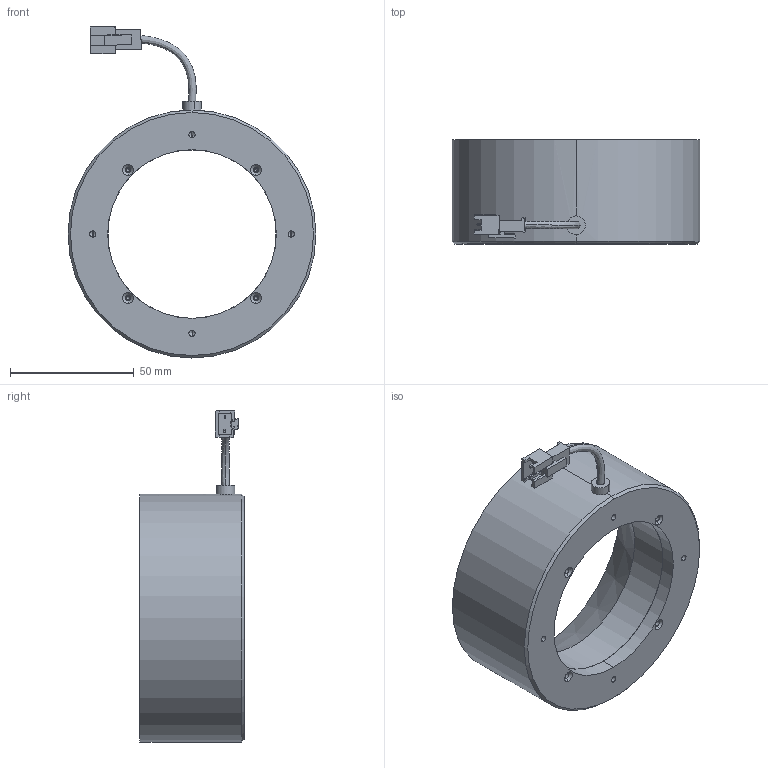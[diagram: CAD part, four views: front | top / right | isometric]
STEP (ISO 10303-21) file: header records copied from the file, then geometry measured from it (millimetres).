
FILE_DESCRIPTION (( 'STEP AP214' ), '1' );
FILE_NAME ('LT2RZF100-60-2-B-24V-ASSEMBLY.STEP', '2018-06-06T04:14:07', ( '' ), ( '' ), 'SwSTEP 2.0', 'SolidWorks 2016', '' );
FILE_SCHEMA (( 'AUTOMOTIVE_DESIGN' ));
Length unit declared in the file: millimetre
Products named in the file (8): CABLE CLAMP; DLR2-60-100-CASING; 24V CONNECTER; CABLE 3MM; LT2RZF100-60-2-B-24V-ASSEMBLY; DLR2-60-100-DIFFUSER___; M5-24V CABLE___; DLR2-60-100-PCB
Assembly tree (7 placements, depth 3):
  LT2RZF100-60-2-B-24V-ASSEMBLY
    DLR2-60-100-CASING
    DLR2-60-100-DIFFUSER___
    DLR2-60-100-PCB
    M5-24V CABLE___
      CABLE 3MM
      24V CONNECTER
      CABLE CLAMP
Bounding box: 100 x 42 x 133.89 mm (x, y, z)
Volume: 82734.3 mm3; surface area: 66159 mm2
Topology: 6 solids, 6 shells, 187 faces, 455 edges, 278 vertices
Faces by surface type: plane 81, cylinder 62, cone 30, torus 12, bspline 2
Entity records: 6241 total; most frequent: CARTESIAN_POINT 1283, DIRECTION 971, ORIENTED_EDGE 878, EDGE_CURVE 439, AXIS2_PLACEMENT_3D 352, VERTEX_POINT 278, VECTOR 267, LINE 267
